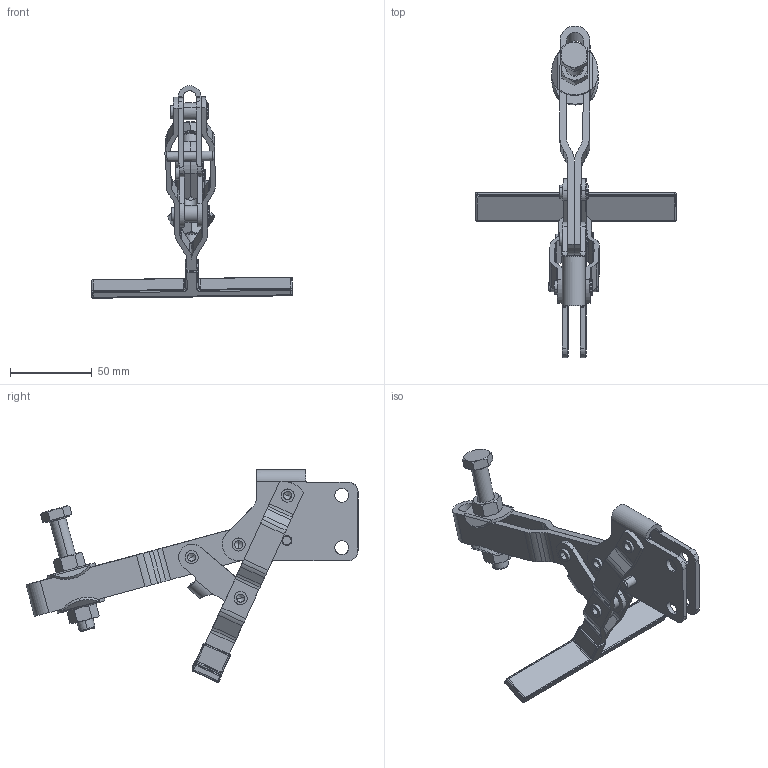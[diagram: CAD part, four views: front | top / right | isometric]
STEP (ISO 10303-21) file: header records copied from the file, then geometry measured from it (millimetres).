
FILE_DESCRIPTION((''),'2;1');
FILE_NAME('214T.1-opened.stp','2005-09-27T20:37:24',('Kysilko'),(''),'Autodesk Inventor 8','Autodesk Inventor 8','');
FILE_SCHEMA(('AUTOMOTIVE_DESIGN { 1 0 10303 214 1 1 1 1 }'));
Length unit declared in the file: millimetre
Products named in the file (1): Part9
Bounding box: 123.11 x 203.09 x 129.99 mm (x, y, z)
Volume: 88038 mm3; surface area: 55674.3 mm2
Topology: 1 solids, 7 shells, 1526 faces, 5263 edges, 3269 vertices
Faces by surface type: plane 774, cone 350, cylinder 302, bspline 76, torus 12, sphere 12
Entity records: 60115 total; most frequent: CARTESIAN_POINT 14937, ORIENTED_EDGE 10494, DIRECTION 9312, EDGE_CURVE 5247, AXIS2_PLACEMENT_3D 3320, VERTEX_POINT 3269, VECTOR 2672, LINE 2672
